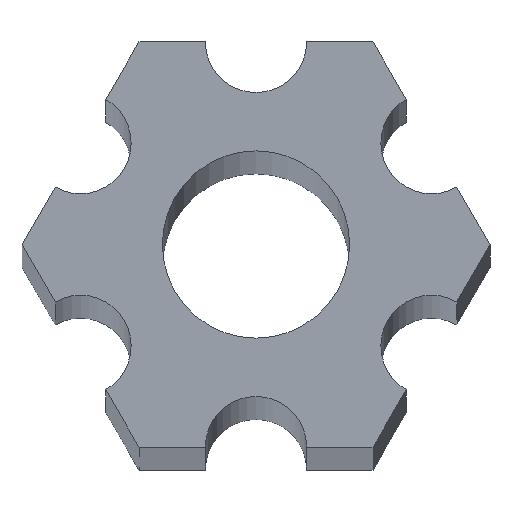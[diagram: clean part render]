
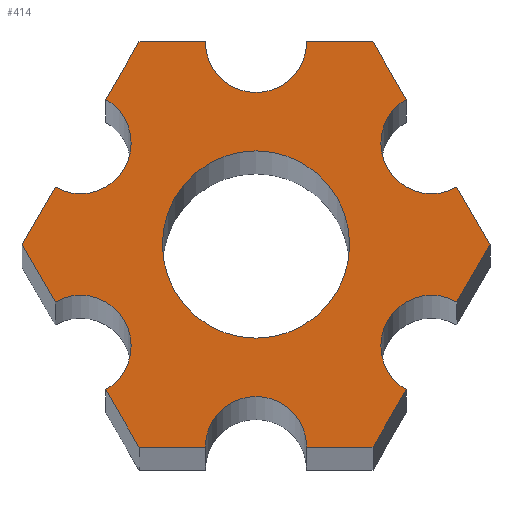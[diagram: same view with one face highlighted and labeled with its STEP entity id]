
A CAD part, top view. The second image highlights one B-rep face of the part: STEP entity #414.
In plain terms, the highlighted planar face has unit normal (0, 0, 1).
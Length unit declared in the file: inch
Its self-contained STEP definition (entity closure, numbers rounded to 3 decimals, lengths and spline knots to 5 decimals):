
#16=PLANE('',#443);
#34=LINE('',#609,#76);
#35=LINE('',#610,#77);
#36=LINE('',#612,#78);
#37=LINE('',#614,#79);
#38=LINE('',#618,#80);
#39=LINE('',#620,#81);
#40=LINE('',#624,#82);
#41=LINE('',#626,#83);
#42=LINE('',#630,#84);
#43=LINE('',#632,#85);
#44=LINE('',#636,#86);
#45=LINE('',#637,#87);
#76=VECTOR('',#495,0.08184);
#77=VECTOR('',#496,0.08184);
#78=VECTOR('',#497,0.08184);
#79=VECTOR('',#498,0.08184);
#80=VECTOR('',#501,0.08184);
#81=VECTOR('',#502,0.08184);
#82=VECTOR('',#505,0.08184);
#83=VECTOR('',#506,0.08184);
#84=VECTOR('',#509,0.08184);
#85=VECTOR('',#510,0.08184);
#86=VECTOR('',#513,0.08184);
#87=VECTOR('',#514,0.08184);
#115=FACE_BOUND('',#143,.T.);
#120=FACE_OUTER_BOUND('',#142,.T.);
#142=EDGE_LOOP('',(#280,#281,#282,#283,#284,#285,#286,#287,#288,#289,#290,
#291,#292,#293,#294,#295,#296,#297));
#143=EDGE_LOOP('',(#298));
#162=CIRCLE('',#435,0.1155);
#164=CIRCLE('',#438,0.0625);
#166=CIRCLE('',#441,0.0625);
#168=CIRCLE('',#444,0.0625);
#169=CIRCLE('',#445,0.0625);
#170=CIRCLE('',#446,0.0625);
#171=CIRCLE('',#447,0.0625);
#176=VERTEX_POINT('',#585);
#178=VERTEX_POINT('',#590);
#179=VERTEX_POINT('',#591);
#182=VERTEX_POINT('',#599);
#183=VERTEX_POINT('',#600);
#186=VERTEX_POINT('',#608);
#187=VERTEX_POINT('',#611);
#188=VERTEX_POINT('',#613);
#189=VERTEX_POINT('',#615);
#190=VERTEX_POINT('',#617);
#191=VERTEX_POINT('',#619);
#192=VERTEX_POINT('',#621);
#193=VERTEX_POINT('',#623);
#194=VERTEX_POINT('',#625);
#195=VERTEX_POINT('',#627);
#196=VERTEX_POINT('',#629);
#197=VERTEX_POINT('',#631);
#198=VERTEX_POINT('',#633);
#199=VERTEX_POINT('',#635);
#214=EDGE_CURVE('',#176,#176,#162,.T.);
#216=EDGE_CURVE('',#178,#179,#164,.T.);
#220=EDGE_CURVE('',#182,#183,#166,.T.);
#224=EDGE_CURVE('',#179,#186,#34,.T.);
#225=EDGE_CURVE('',#186,#182,#35,.T.);
#226=EDGE_CURVE('',#183,#187,#36,.T.);
#227=EDGE_CURVE('',#187,#188,#37,.T.);
#228=EDGE_CURVE('',#188,#189,#168,.T.);
#229=EDGE_CURVE('',#189,#190,#38,.T.);
#230=EDGE_CURVE('',#190,#191,#39,.T.);
#231=EDGE_CURVE('',#191,#192,#169,.T.);
#232=EDGE_CURVE('',#192,#193,#40,.T.);
#233=EDGE_CURVE('',#193,#194,#41,.T.);
#234=EDGE_CURVE('',#194,#195,#170,.T.);
#235=EDGE_CURVE('',#195,#196,#42,.T.);
#236=EDGE_CURVE('',#196,#197,#43,.T.);
#237=EDGE_CURVE('',#197,#198,#171,.T.);
#238=EDGE_CURVE('',#198,#199,#44,.T.);
#239=EDGE_CURVE('',#199,#178,#45,.T.);
#280=ORIENTED_EDGE('',*,*,#224,.T.);
#281=ORIENTED_EDGE('',*,*,#225,.T.);
#282=ORIENTED_EDGE('',*,*,#220,.T.);
#283=ORIENTED_EDGE('',*,*,#226,.T.);
#284=ORIENTED_EDGE('',*,*,#227,.T.);
#285=ORIENTED_EDGE('',*,*,#228,.T.);
#286=ORIENTED_EDGE('',*,*,#229,.T.);
#287=ORIENTED_EDGE('',*,*,#230,.T.);
#288=ORIENTED_EDGE('',*,*,#231,.T.);
#289=ORIENTED_EDGE('',*,*,#232,.T.);
#290=ORIENTED_EDGE('',*,*,#233,.T.);
#291=ORIENTED_EDGE('',*,*,#234,.T.);
#292=ORIENTED_EDGE('',*,*,#235,.T.);
#293=ORIENTED_EDGE('',*,*,#236,.T.);
#294=ORIENTED_EDGE('',*,*,#237,.T.);
#295=ORIENTED_EDGE('',*,*,#238,.T.);
#296=ORIENTED_EDGE('',*,*,#239,.T.);
#297=ORIENTED_EDGE('',*,*,#216,.T.);
#298=ORIENTED_EDGE('',*,*,#214,.F.);
#414=ADVANCED_FACE('',(#120,#115),#16,.T.);
#435=AXIS2_PLACEMENT_3D('',#586,#473,#474);
#438=AXIS2_PLACEMENT_3D('',#592,#479,#480);
#441=AXIS2_PLACEMENT_3D('',#601,#487,#488);
#443=AXIS2_PLACEMENT_3D('',#607,#493,#494);
#444=AXIS2_PLACEMENT_3D('',#616,#499,#500);
#445=AXIS2_PLACEMENT_3D('',#622,#503,#504);
#446=AXIS2_PLACEMENT_3D('',#628,#507,#508);
#447=AXIS2_PLACEMENT_3D('',#634,#511,#512);
#473=DIRECTION('center_axis',(0.,0.,1.));
#474=DIRECTION('ref_axis',(1.,0.,0.));
#479=DIRECTION('center_axis',(0.,0.,-1.));
#480=DIRECTION('ref_axis',(1.,0.,0.));
#487=DIRECTION('center_axis',(0.,0.,-1.));
#488=DIRECTION('ref_axis',(1.,0.,0.));
#493=DIRECTION('center_axis',(0.,0.,1.));
#494=DIRECTION('ref_axis',(1.,0.,0.));
#495=DIRECTION('',(0.5,0.866,0.));
#496=DIRECTION('',(-0.5,0.866,0.));
#497=DIRECTION('',(-0.5,0.866,0.));
#498=DIRECTION('',(-1.,0.,0.));
#499=DIRECTION('center_axis',(0.,0.,-1.));
#500=DIRECTION('ref_axis',(1.,0.,0.));
#501=DIRECTION('',(-1.,0.,0.));
#502=DIRECTION('',(-0.5,-0.866,0.));
#503=DIRECTION('center_axis',(0.,0.,-1.));
#504=DIRECTION('ref_axis',(1.,0.,0.));
#505=DIRECTION('',(-0.5,-0.866,0.));
#506=DIRECTION('',(0.5,-0.866,0.));
#507=DIRECTION('center_axis',(0.,0.,-1.));
#508=DIRECTION('ref_axis',(1.,0.,0.));
#509=DIRECTION('',(0.5,-0.866,0.));
#510=DIRECTION('',(1.,0.,0.));
#511=DIRECTION('center_axis',(0.,0.,-1.));
#512=DIRECTION('ref_axis',(1.,0.,0.));
#513=DIRECTION('',(1.,0.,0.));
#514=DIRECTION('',(0.5,0.866,0.));
#585=CARTESIAN_POINT('',(-0.1155,0.,16.25));
#586=CARTESIAN_POINT('Origin',(0.,0.,16.25));
#590=CARTESIAN_POINT('',(0.18526,-0.17913,16.25));
#591=CARTESIAN_POINT('',(0.24776,-0.07087,16.25));
#592=CARTESIAN_POINT('Origin',(0.21651,-0.125,16.25));
#599=CARTESIAN_POINT('',(0.24776,0.07087,16.25));
#600=CARTESIAN_POINT('',(0.18526,0.17913,16.25));
#601=CARTESIAN_POINT('Origin',(0.21651,0.125,16.25));
#607=CARTESIAN_POINT('Origin',(0.21651,0.125,16.25));
#608=CARTESIAN_POINT('',(0.28868,0.,16.25));
#609=CARTESIAN_POINT('',(0.24776,-0.07087,16.25));
#610=CARTESIAN_POINT('',(0.28868,0.,16.25));
#611=CARTESIAN_POINT('',(0.14434,0.25,16.25));
#612=CARTESIAN_POINT('',(0.18526,0.17913,16.25));
#613=CARTESIAN_POINT('',(0.0625,0.25,16.25));
#614=CARTESIAN_POINT('',(0.14434,0.25,16.25));
#615=CARTESIAN_POINT('',(-0.0625,0.25,16.25));
#616=CARTESIAN_POINT('Origin',(0.,0.25,16.25));
#617=CARTESIAN_POINT('',(-0.14434,0.25,16.25));
#618=CARTESIAN_POINT('',(-0.0625,0.25,16.25));
#619=CARTESIAN_POINT('',(-0.18526,0.17913,16.25));
#620=CARTESIAN_POINT('',(-0.14434,0.25,16.25));
#621=CARTESIAN_POINT('',(-0.24776,0.07087,16.25));
#622=CARTESIAN_POINT('Origin',(-0.21651,0.125,16.25));
#623=CARTESIAN_POINT('',(-0.28868,0.,16.25));
#624=CARTESIAN_POINT('',(-0.24776,0.07087,16.25));
#625=CARTESIAN_POINT('',(-0.24776,-0.07087,16.25));
#626=CARTESIAN_POINT('',(-0.28868,0.,16.25));
#627=CARTESIAN_POINT('',(-0.18526,-0.17913,16.25));
#628=CARTESIAN_POINT('Origin',(-0.21651,-0.125,16.25));
#629=CARTESIAN_POINT('',(-0.14434,-0.25,16.25));
#630=CARTESIAN_POINT('',(-0.18526,-0.17913,16.25));
#631=CARTESIAN_POINT('',(-0.0625,-0.25,16.25));
#632=CARTESIAN_POINT('',(-0.14434,-0.25,16.25));
#633=CARTESIAN_POINT('',(0.0625,-0.25,16.25));
#634=CARTESIAN_POINT('Origin',(0.,-0.25,16.25));
#635=CARTESIAN_POINT('',(0.14434,-0.25,16.25));
#636=CARTESIAN_POINT('',(0.0625,-0.25,16.25));
#637=CARTESIAN_POINT('',(0.14434,-0.25,16.25));
